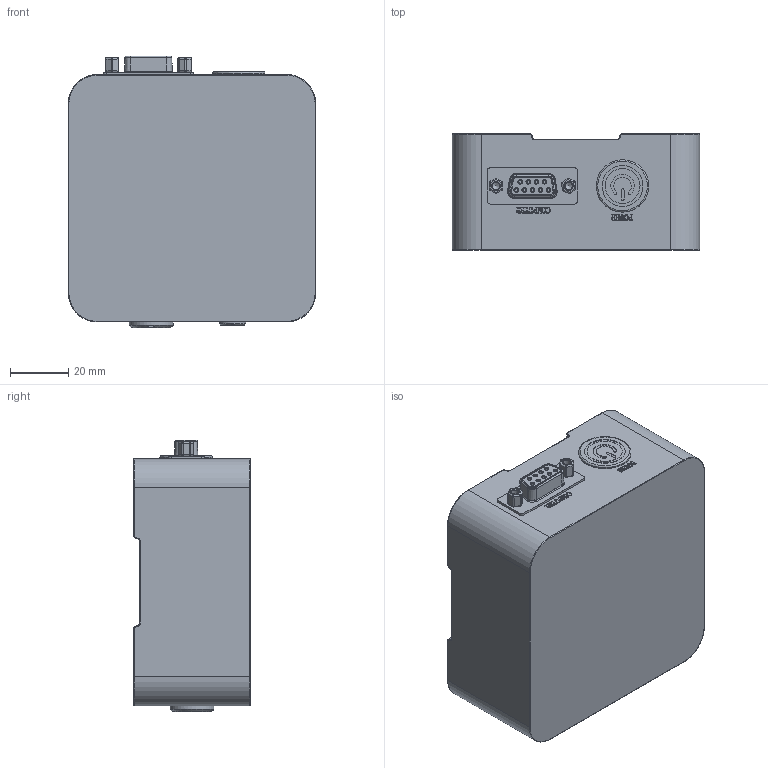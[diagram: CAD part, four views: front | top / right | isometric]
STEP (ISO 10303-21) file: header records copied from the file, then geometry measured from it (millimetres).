
FILE_DESCRIPTION (( 'STEP AP203' ), '1' );
FILE_NAME ('528280.STEP', '2025-08-05T05:53:55', ( 'Windows User' ), ( 'P R C' ), 'SwSTEP 2.0', 'SolidWorks 2020', '' );
FILE_SCHEMA (( 'CONFIG_CONTROL_DESIGN' ));
Length unit declared in the file: millimetre
Products named in the file (1): 528280
Bounding box: 85 x 40 x 93.3 mm (x, y, z)
Volume: 132909.6 mm3; surface area: 67067.8 mm2
Topology: 14 solids, 15 shells, 1296 faces, 3213 edges, 2062 vertices
Faces by surface type: plane 642, cylinder 332, bspline 266, cone 56
Full cylindrical faces by diameter (mm): 0.7 x19, 0.9 x2, 1 x9, 1.1 x9, 1.3 x19, 1.5 x9, 2.05 x12, 2.5 x8, 2.9 x8, 3 x2, 3.5 x1, 4.4 x4, 8.8 x1, 9.1 x2, 12 x1, 14 x1, 15.1 x2, 16 x1, 16.1 x1, 18 x1
Entity records: 46524 total; most frequent: CARTESIAN_POINT 17785, ORIENTED_EDGE 6012, DIRECTION 5358, EDGE_CURVE 3006, VERTEX_POINT 2013, VECTOR 1828, LINE 1828, AXIS2_PLACEMENT_3D 1765
